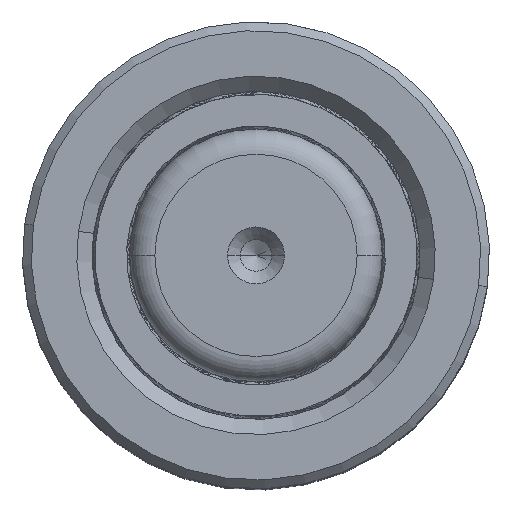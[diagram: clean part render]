
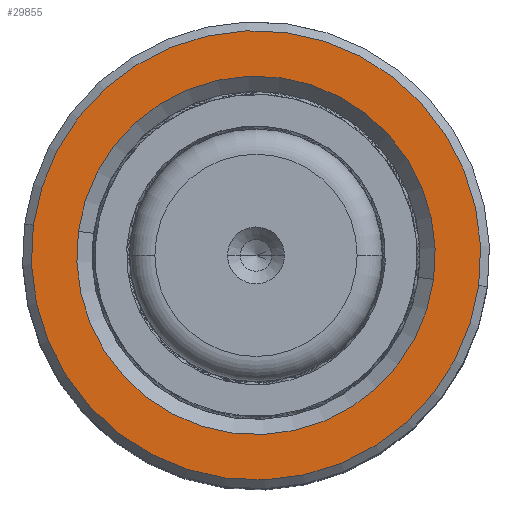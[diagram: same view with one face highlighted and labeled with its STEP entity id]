
A CAD part, top view. The second image highlights one B-rep face of the part: STEP entity #29855.
In plain terms, the highlighted planar face has unit normal (0, 0, 1).
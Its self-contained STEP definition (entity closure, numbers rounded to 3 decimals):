
#1129 = DIRECTION ( 'NONE',  ( 1., 0., 0. ) ) ;
#1483 = VERTEX_POINT ( 'NONE', #34647 ) ;
#1516 = DIRECTION ( 'NONE',  ( 0., 0., -1. ) ) ;
#2577 = CARTESIAN_POINT ( 'NONE',  ( 0., 0., 60. ) ) ;
#3556 = CARTESIAN_POINT ( 'NONE',  ( 17.8, 0., 60. ) ) ;
#3844 = DIRECTION ( 'NONE',  ( 0., 0., 1. ) ) ;
#6954 = EDGE_CURVE ( 'NONE', #28253, #16964, #34574, .T. ) ;
#7607 = CARTESIAN_POINT ( 'NONE',  ( -17.8, 0., 60. ) ) ;
#7927 = CARTESIAN_POINT ( 'NONE',  ( 0., 0., 60. ) ) ;
#9334 = ORIENTED_EDGE ( 'NONE', *, *, #21148, .T. ) ;
#9615 = DIRECTION ( 'NONE',  ( 0., 0., 1. ) ) ;
#9620 = CARTESIAN_POINT ( 'NONE',  ( 0., 0., 60. ) ) ;
#10963 = FACE_BOUND ( 'NONE', #14559, .T. ) ;
#12339 = VERTEX_POINT ( 'NONE', #16383 ) ;
#13051 = CARTESIAN_POINT ( 'NONE',  ( 0., 0., 60. ) ) ;
#14198 = EDGE_LOOP ( 'NONE', ( #9334, #33113 ) ) ;
#14559 = EDGE_LOOP ( 'NONE', ( #30178, #33101 ) ) ;
#16370 = CIRCLE ( 'NONE', #34728, 17.8 ) ;
#16383 = CARTESIAN_POINT ( 'NONE',  ( 14.2, 0., 60. ) ) ;
#16900 = AXIS2_PLACEMENT_3D ( 'NONE', #13051, #3844, #23473 ) ;
#16908 = AXIS2_PLACEMENT_3D ( 'NONE', #2577, #30364, #24935 ) ;
#16964 = VERTEX_POINT ( 'NONE', #7607 ) ;
#18009 = FACE_OUTER_BOUND ( 'NONE', #14198, .T. ) ;
#20655 = PLANE ( 'NONE',  #16900 ) ;
#21148 = EDGE_CURVE ( 'NONE', #16964, #28253, #16370, .T. ) ;
#22333 = CIRCLE ( 'NONE', #25891, 14.2 ) ;
#23473 = DIRECTION ( 'NONE',  ( 1., 0., 0. ) ) ;
#24935 = DIRECTION ( 'NONE',  ( 1., 0., 0. ) ) ;
#25891 = AXIS2_PLACEMENT_3D ( 'NONE', #9620, #1516, #26817 ) ;
#26817 = DIRECTION ( 'NONE',  ( 1., 0., 0. ) ) ;
#27649 = EDGE_CURVE ( 'NONE', #12339, #1483, #34759, .T. ) ;
#27951 = DIRECTION ( 'NONE',  ( 0., 0., -1. ) ) ;
#28253 = VERTEX_POINT ( 'NONE', #3556 ) ;
#29405 = CARTESIAN_POINT ( 'NONE',  ( 0., 0., 60. ) ) ;
#29622 = AXIS2_PLACEMENT_3D ( 'NONE', #7927, #27951, #30745 ) ;
#29855 = ADVANCED_FACE ( 'NONE', ( #18009, #10963 ), #20655, .T. ) ;
#30178 = ORIENTED_EDGE ( 'NONE', *, *, #27649, .T. ) ;
#30364 = DIRECTION ( 'NONE',  ( 0., 0., 1. ) ) ;
#30745 = DIRECTION ( 'NONE',  ( 1., 0., 0. ) ) ;
#31817 = EDGE_CURVE ( 'NONE', #1483, #12339, #22333, .T. ) ;
#33101 = ORIENTED_EDGE ( 'NONE', *, *, #31817, .T. ) ;
#33113 = ORIENTED_EDGE ( 'NONE', *, *, #6954, .T. ) ;
#34574 = CIRCLE ( 'NONE', #16908, 17.8 ) ;
#34647 = CARTESIAN_POINT ( 'NONE',  ( -14.2, 0., 60. ) ) ;
#34728 = AXIS2_PLACEMENT_3D ( 'NONE', #29405, #9615, #1129 ) ;
#34759 = CIRCLE ( 'NONE', #29622, 14.2 ) ;
